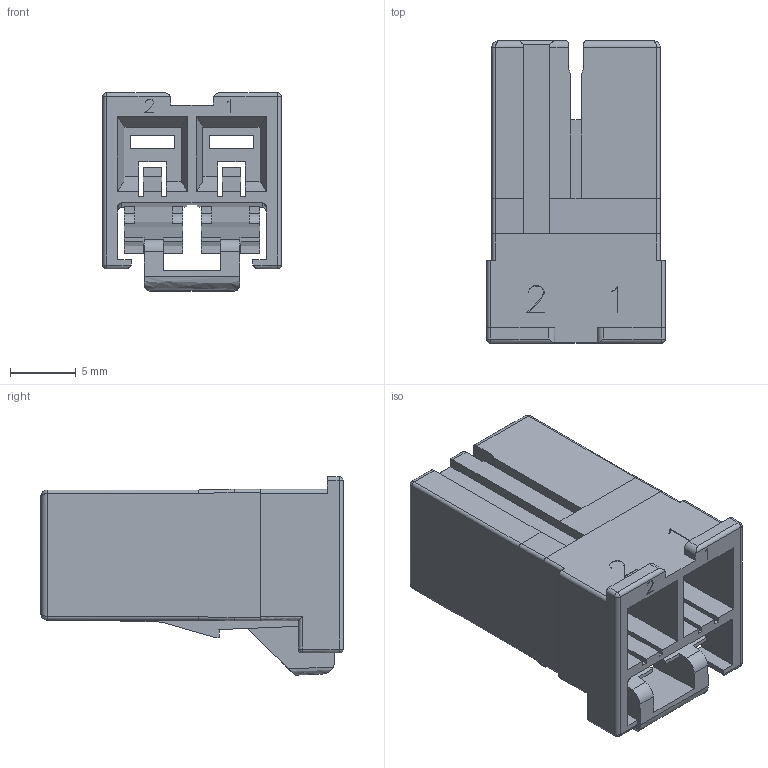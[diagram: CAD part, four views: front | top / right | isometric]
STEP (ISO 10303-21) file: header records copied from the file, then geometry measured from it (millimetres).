
FILE_DESCRIPTION( ('This file contains a STEP AP42 implementation' ,'as created by ZW3D STEP Interface translator.') ,'2;1' );
FILE_NAME( 'WD6000-1H02B001.stp' ,'2312 8.1451 3', (''), ('ZWCAD Software Co.'), 'Version 1.0', 'ZW3D to STEP translator', '' );
FILE_SCHEMA(('AUTOMOTIVE_DESIGN { 1 0 10303 214 1 1 1 1 }'));
Length unit declared in the file: millimetre
Products named in the file (2): 0; WD6000-1H02B001
Bounding box: 13.6 x 23 x 15.09 mm (x, y, z)
Volume: 1521.7 mm3; surface area: 3248.3 mm2
Topology: 1 solids, 1 shells, 374 faces, 1014 edges, 644 vertices
Faces by surface type: plane 305, cylinder 38, bspline 25, sphere 6
Entity records: 12248 total; most frequent: CARTESIAN_POINT 2625, ORIENTED_EDGE 2020, DIRECTION 1724, EDGE_CURVE 1010, VECTOR 896, LINE 896, VERTEX_POINT 644, AXIS2_PLACEMENT_3D 414
